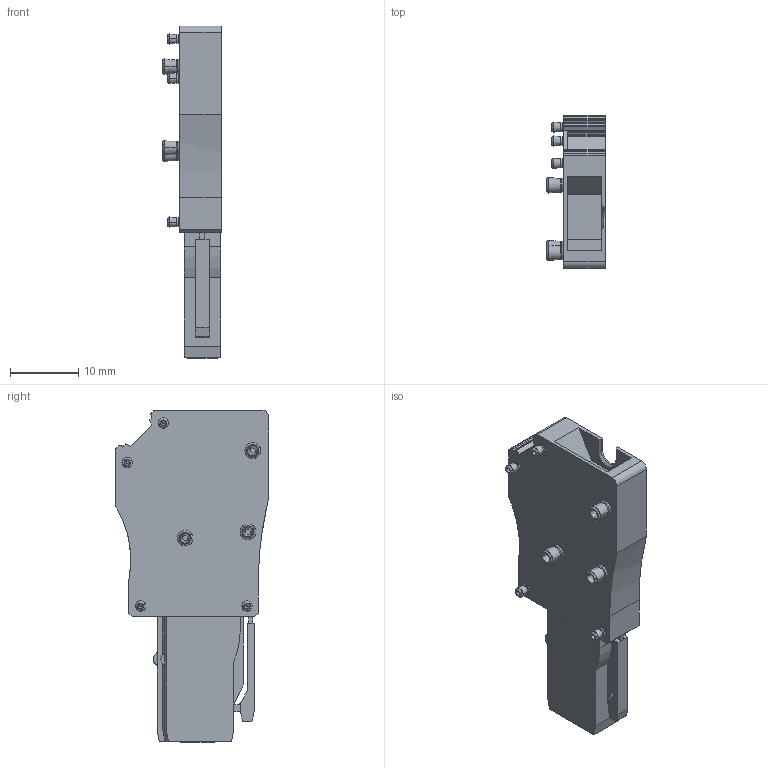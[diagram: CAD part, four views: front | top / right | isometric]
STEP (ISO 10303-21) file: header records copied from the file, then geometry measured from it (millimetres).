
FILE_DESCRIPTION(('CATIA V5 STEP Exchange','CAx-IF Rec.Pracs.--- Model Styling and Organization---1.5--- 2016-08-15','CAx-IF Rec.Pracs.---Supplemental Geometry---1.0---2011-11-01','CAx-IF Rec.Pracs.--- Composite Materials ---1.1---2010-07-15'),'2;1');
FILE_NAME ('D1448566_1', '2025-09-22T05:44:47+00:00', ('none'), ('Weidmueller'), 'CATIA Version 5-6 Release 2024 SP4', 'CATIA V5 STEP AP214 v3', 'none');
FILE_SCHEMA(('AUTOMOTIVE_DESIGN { 1 0 10303 214 1 1 1 1 }'));
Length unit declared in the file: millimetre
Products named in the file (1): 1108490000
Bounding box: 8.57 x 22.4 x 48.6 mm (x, y, z)
Volume: 3958.7 mm3; surface area: 3516.3 mm2
Topology: 1 solids, 4 shells, 408 faces, 1068 edges, 694 vertices
Faces by surface type: plane 146, cylinder 128, cone 79, bspline 55
Entity records: 12592 total; most frequent: CARTESIAN_POINT 3794, ORIENTED_EDGE 2136, DIRECTION 1344, EDGE_CURVE 1068, VERTEX_POINT 694, AXIS2_PLACEMENT_3D 564, VECTOR 531, LINE 531
